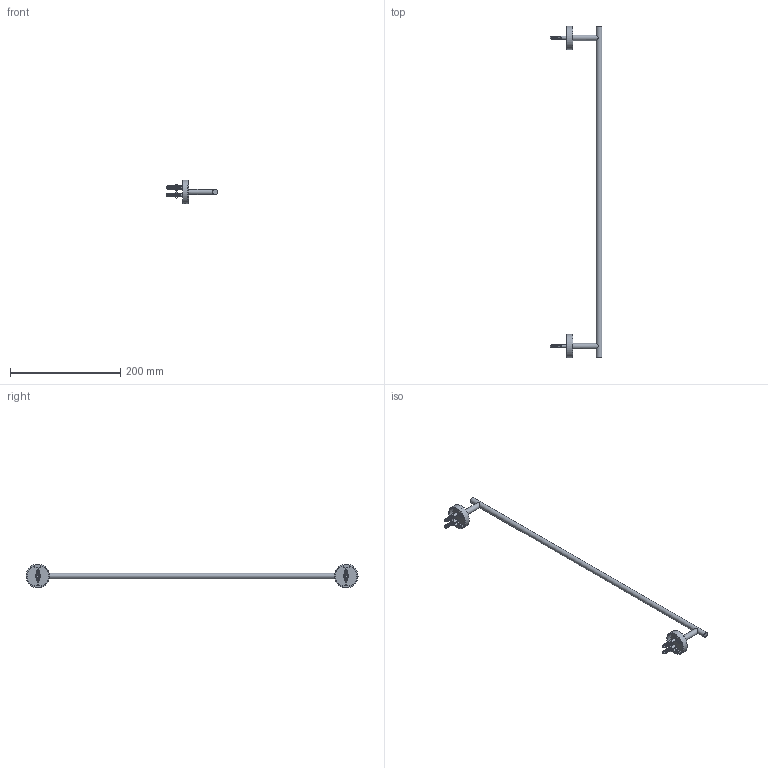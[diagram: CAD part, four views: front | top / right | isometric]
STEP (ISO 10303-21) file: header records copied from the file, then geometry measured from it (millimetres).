
FILE_DESCRIPTION(/* description */ ('Unknown','CAx-IF Rec.Pracs.---Representation and Presentation of Product Manufacturing Information (PMI)---4.0---2014-10-13','CAx-IF Rec.Pracs.---3D Tessellated Geometry---0.4---2014-09-14','2;1'),/* implementation_level */ '2;1');
FILE_NAME(/* name */ 'ARA07-00',/* time_stamp */ '2021-11-05T14:25:47+01:00',/* author */ ('Unknown'),/* organization */ ('Unknown'),/* preprocessor_version */ 'ST-DEVELOPER v16.7',/* originating_system */ 'DEX',/* authorisation */ $);
FILE_SCHEMA (('AP242_MANAGED_MODEL_BASED_3D_ENGINEERING_MIM_LF { 1 0 10303 442 1 1 4 }'));
Length unit declared in the file: millimetre
Products named in the file (9): ARA07-00; ARA03-001_oa_0; CBA01-06; CBA01-07; ARA03-001_oa_1; ARA07-001_oa_2; ARA03-01; ARA04-01; ARA07-01
Assembly tree (14 placements, depth 3):
  ARA07-00
    ARA03-001_oa_0
      CBA01-06  x2
      CBA01-07
    ARA03-001_oa_1
      CBA01-06  x2
      CBA01-07
    ARA07-001_oa_2
      ARA03-01  x2
      ARA04-01  x2
      ARA07-01
Bounding box: 94 x 603 x 43 mm (x, y, z)
Volume: 64569.3 mm3; surface area: 38170.4 mm2
Topology: 11 solids, 11 shells, 293 faces, 867 edges, 572 vertices
Faces by surface type: plane 224, cylinder 37, cone 20, torus 8, bspline 4
Full cylindrical faces by diameter (mm): 4.134 x6, 5 x6, 6 x4, 10 x3, 43 x2
Entity records: 3711 total; most frequent: CARTESIAN_POINT 804, DIRECTION 522, ORIENTED_EDGE 446, EDGE_CURVE 223, AXIS2_PLACEMENT_3D 203, VERTEX_POINT 159, FACE_BOUND 148, EDGE_LOOP 146
